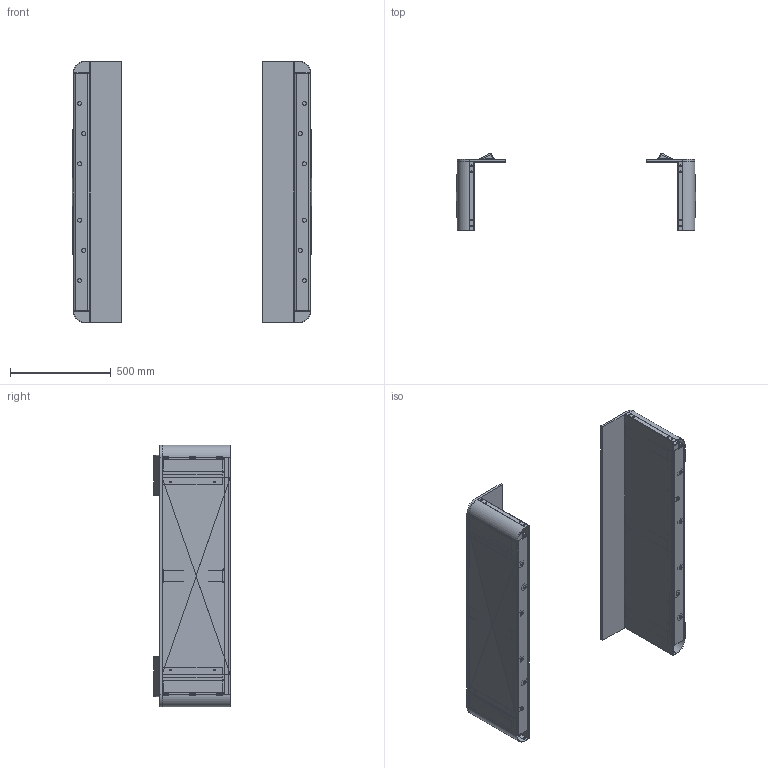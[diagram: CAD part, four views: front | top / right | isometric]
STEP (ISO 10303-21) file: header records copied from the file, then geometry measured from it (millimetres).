
FILE_DESCRIPTION(/* description */ (''),/* implementation_level */ '2;1');
FILE_NAME(/* name */ 'MiR500_EU_rack.stp',/* time_stamp */ '2018-10-17T12:32:22+02:00',/* author */ ('cbc'),/* organization */ (''),/* preprocessor_version */ 'ST-DEVELOPER v16.13',/* originating_system */ 'Autodesk Inventor 2018',/* authorisation */ '');
FILE_SCHEMA (('AUTOMOTIVE_DESIGN { 1 0 10303 214 3 1 1 }'));
Products named in the file (14): MiR500_EU_rack; MAXI-PREU-000; MAXI-PREU-000_Welds; MAXI-PREU-010; MAXI-PREU-010_Welds; MAXI-PREU-010-001; MAXI-PREU-010-002; MAXI-PREU-010-003; MAXI-PREU-000-001; MAXI-PREU-000-002; MAXI-PREU-000-003; MAXI-PREU-000-004; MAXI-PREU-000-005; MAXI-PREU-000-006
Assembly tree (24 placements, depth 4):
  MiR500_EU_rack
    MAXI-PREU-000  x2
      MAXI-PREU-000_Welds
      MAXI-PREU-010
        MAXI-PREU-010_Welds
        MAXI-PREU-010-001
        MAXI-PREU-010-002  x3
        MAXI-PREU-010-003
      MAXI-PREU-000-001
      MAXI-PREU-000-002
      MAXI-PREU-000-003
      MAXI-PREU-000-004
      MAXI-PREU-000-005
      MAXI-PREU-000-006
Bounding box: 1189 x 382.39 x 1300 mm (x, y, z)
Volume: 17800560.2 mm3; surface area: 7651173.3 mm2
Topology: 150 solids, 152 shells, 1500 faces, 3414 edges, 2134 vertices
Faces by surface type: plane 966, cylinder 388, bspline 110, cone 36
Full cylindrical faces by diameter (mm): 4.917 x8, 7 x16, 8 x8, 20 x12, 36 x12, 40 x12, 41 x12
Entity records: 73391 total; most frequent: CARTESIAN_POINT 59182, DIRECTION 2735, ORIENTED_EDGE 2706, EDGE_CURVE 1350, AXIS2_PLACEMENT_3D 913, LINE 909, VECTOR 909, VERTEX_POINT 865
